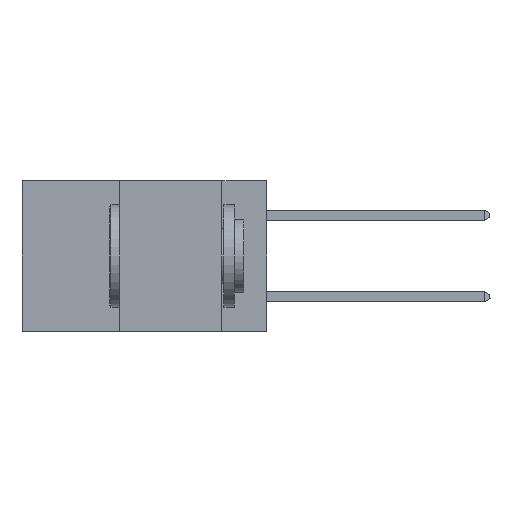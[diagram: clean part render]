
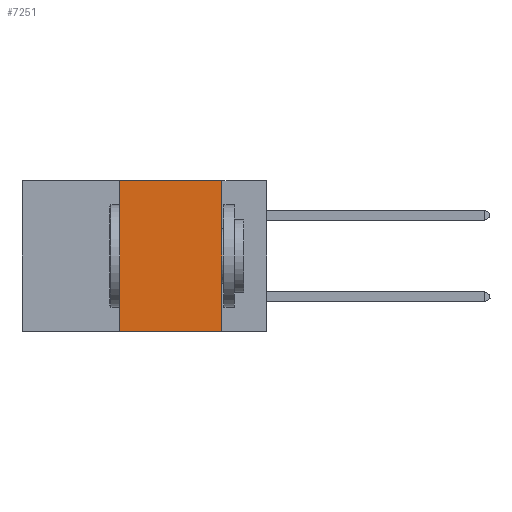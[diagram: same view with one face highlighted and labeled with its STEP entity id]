
A CAD part, left-side view. The second image highlights one B-rep face of the part: STEP entity #7251.
In plain terms, the highlighted planar face has unit normal (-1, 0, 0).
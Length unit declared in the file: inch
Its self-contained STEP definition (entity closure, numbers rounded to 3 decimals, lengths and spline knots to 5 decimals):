
#13 = DIRECTION ( 'NONE',  ( 0., 0., -1. ) ) ;
#513 = EDGE_CURVE ( 'NONE', #1175, #22491, #19376, .T. ) ;
#880 = VERTEX_POINT ( 'NONE', #27892 ) ;
#1175 = VERTEX_POINT ( 'NONE', #28706 ) ;
#1303 = VECTOR ( 'NONE', #5567, 39.37008 ) ;
#1768 = AXIS2_PLACEMENT_3D ( 'NONE', #4270, #2219, #30524 ) ;
#2219 = DIRECTION ( 'NONE',  ( 1., 0., 0. ) ) ;
#2335 = VECTOR ( 'NONE', #13893, 39.37008 ) ;
#2880 = CARTESIAN_POINT ( 'NONE',  ( 0., 0.11, 0. ) ) ;
#3120 = EDGE_CURVE ( 'NONE', #12552, #1175, #13735, .T. ) ;
#3237 = FACE_OUTER_BOUND ( 'NONE', #25824, .T. ) ;
#3450 = DIRECTION ( 'NONE',  ( 0., -1., 0. ) ) ;
#4270 = CARTESIAN_POINT ( 'NONE',  ( 0., 0.6, 0. ) ) ;
#4441 = CARTESIAN_POINT ( 'NONE',  ( 0., 0.36, -0.37 ) ) ;
#5567 = DIRECTION ( 'NONE',  ( 0., -1., 0. ) ) ;
#7251 = ADVANCED_FACE ( 'NONE', ( #3237 ), #13852, .F. ) ;
#7252 = LINE ( 'NONE', #25708, #16828 ) ;
#7459 = EDGE_CURVE ( 'NONE', #12552, #880, #8038, .T. ) ;
#7881 = EDGE_CURVE ( 'NONE', #22491, #880, #7252, .T. ) ;
#8038 = LINE ( 'NONE', #29597, #28670 ) ;
#12552 = VERTEX_POINT ( 'NONE', #4441 ) ;
#13735 = LINE ( 'NONE', #27988, #2335 ) ;
#13852 = PLANE ( 'NONE',  #1768 ) ;
#13893 = DIRECTION ( 'NONE',  ( 0., 0., 1. ) ) ;
#15146 = CARTESIAN_POINT ( 'NONE',  ( 0., 0.6, 0. ) ) ;
#16828 = VECTOR ( 'NONE', #13, 39.37008 ) ;
#17954 = ORIENTED_EDGE ( 'NONE', *, *, #513, .F. ) ;
#18945 = ORIENTED_EDGE ( 'NONE', *, *, #7881, .F. ) ;
#19312 = ORIENTED_EDGE ( 'NONE', *, *, #3120, .F. ) ;
#19376 = LINE ( 'NONE', #15146, #1303 ) ;
#22491 = VERTEX_POINT ( 'NONE', #2880 ) ;
#25708 = CARTESIAN_POINT ( 'NONE',  ( 0., 0.11, 0. ) ) ;
#25824 = EDGE_LOOP ( 'NONE', ( #18945, #17954, #19312, #26492 ) ) ;
#26492 = ORIENTED_EDGE ( 'NONE', *, *, #7459, .T. ) ;
#27892 = CARTESIAN_POINT ( 'NONE',  ( 0., 0.11, -0.37 ) ) ;
#27988 = CARTESIAN_POINT ( 'NONE',  ( 0., 0.36, 0. ) ) ;
#28670 = VECTOR ( 'NONE', #3450, 39.37008 ) ;
#28706 = CARTESIAN_POINT ( 'NONE',  ( 0., 0.36, 0. ) ) ;
#29597 = CARTESIAN_POINT ( 'NONE',  ( 0., 0.6, -0.37 ) ) ;
#30524 = DIRECTION ( 'NONE',  ( 0., 0., -1. ) ) ;
